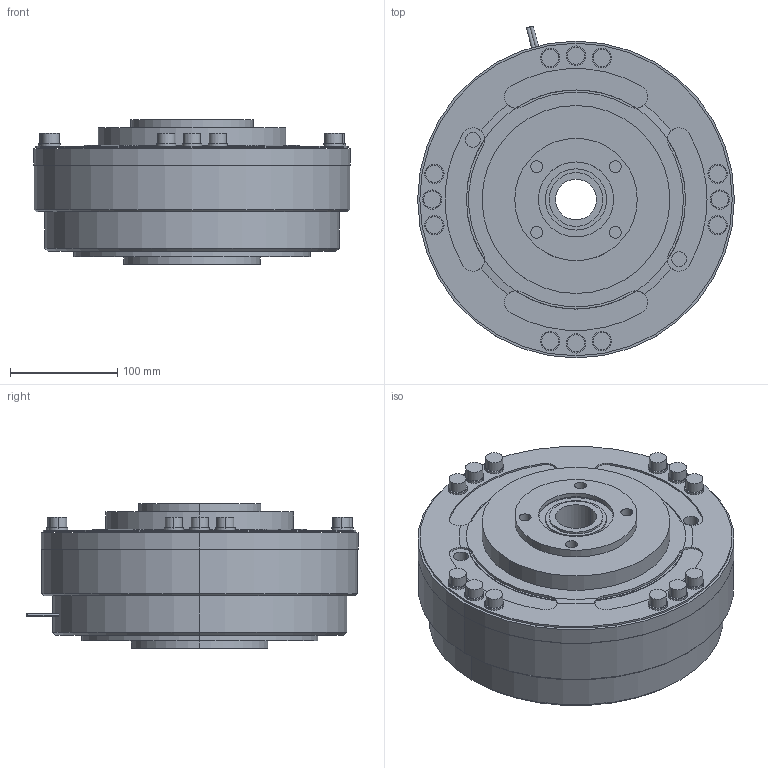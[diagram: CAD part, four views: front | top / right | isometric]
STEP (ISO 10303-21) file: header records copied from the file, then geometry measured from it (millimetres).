
FILE_DESCRIPTION (( 'STEP AP203' ), '1' );
FILE_NAME ('MMC 100G-09_80005215_乾式単板電磁クラッチ組立.STEP', '2016-03-25T00:48:21', ( ' ' ), ( '' ), 'SwSTEP 2.0', 'SolidWorks 2009', '' );
FILE_SCHEMA (( 'CONFIG_CONTROL_DESIGN' ));
Length unit declared in the file: millimetre
Products named in the file (1): MMC 100G-09_80005215_乾式単板電磁クラッチ組立
Bounding box: 295 x 309.18 x 135 mm (x, y, z)
Volume: 6760508.6 mm3; surface area: 443152.6 mm2
Topology: 3 solids, 3 shells, 240 faces, 544 edges, 352 vertices
Faces by surface type: cylinder 157, plane 67, torus 8, cone 8
Entity records: 7023 total; most frequent: DIRECTION 1352, CARTESIAN_POINT 1241, ORIENTED_EDGE 1072, AXIS2_PLACEMENT_3D 591, EDGE_CURVE 536, VERTEX_POINT 352, CIRCLE 350, EDGE_LOOP 304
